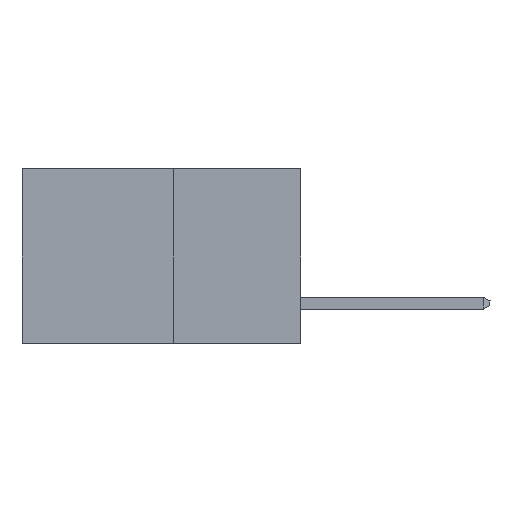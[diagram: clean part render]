
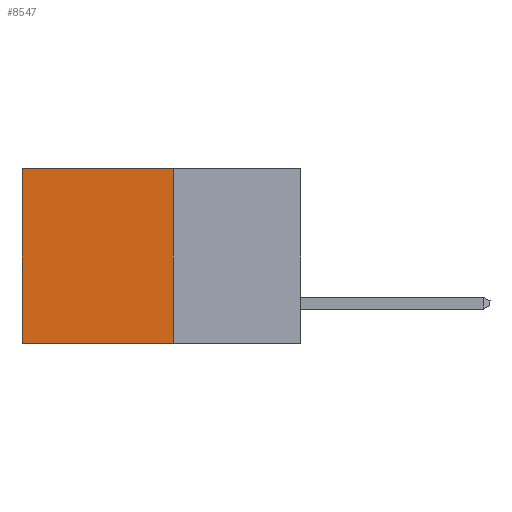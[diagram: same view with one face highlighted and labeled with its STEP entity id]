
A CAD part, left-side view. The second image highlights one B-rep face of the part: STEP entity #8547.
In plain terms, the highlighted planar face has unit normal (-1, 0, 0).
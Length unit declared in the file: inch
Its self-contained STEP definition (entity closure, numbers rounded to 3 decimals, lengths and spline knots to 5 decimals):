
#59 = VERTEX_POINT ( 'NONE', #1662 ) ;
#705 = VECTOR ( 'NONE', #8632, 39.37008 ) ;
#789 = VECTOR ( 'NONE', #8891, 39.37008 ) ;
#833 = DIRECTION ( 'NONE',  ( 0., 0., -1. ) ) ;
#1384 = CARTESIAN_POINT ( 'NONE',  ( 0.277, 0.27, 0. ) ) ;
#1662 = CARTESIAN_POINT ( 'NONE',  ( 0.277, 0.27, -0.37 ) ) ;
#2898 = VERTEX_POINT ( 'NONE', #3519 ) ;
#2983 = ORIENTED_EDGE ( 'NONE', *, *, #5137, .T. ) ;
#3028 = ORIENTED_EDGE ( 'NONE', *, *, #8141, .F. ) ;
#3107 = ORIENTED_EDGE ( 'NONE', *, *, #3603, .F. ) ;
#3190 = ORIENTED_EDGE ( 'NONE', *, *, #11358, .T. ) ;
#3505 = LINE ( 'NONE', #8723, #789 ) ;
#3519 = CARTESIAN_POINT ( 'NONE',  ( 0.277, 0.27, 0. ) ) ;
#3603 = EDGE_CURVE ( 'NONE', #2898, #59, #10662, .T. ) ;
#3752 = FACE_OUTER_BOUND ( 'NONE', #13391, .T. ) ;
#4524 = CARTESIAN_POINT ( 'NONE',  ( 0.277, 0.27, -0.37 ) ) ;
#5137 = EDGE_CURVE ( 'NONE', #13617, #14248, #3505, .T. ) ;
#5392 = PLANE ( 'NONE',  #12231 ) ;
#5697 = DIRECTION ( 'NONE',  ( 0., 0., -1. ) ) ;
#6699 = VECTOR ( 'NONE', #12511, 39.37008 ) ;
#7649 = DIRECTION ( 'NONE',  ( 1., 0., 0. ) ) ;
#8141 = EDGE_CURVE ( 'NONE', #59, #14248, #9693, .T. ) ;
#8547 = ADVANCED_FACE ( 'NONE', ( #3752 ), #5392, .F. ) ;
#8632 = DIRECTION ( 'NONE',  ( 0., 1., 0. ) ) ;
#8664 = CARTESIAN_POINT ( 'NONE',  ( 0.277, 0.27, -0.37 ) ) ;
#8723 = CARTESIAN_POINT ( 'NONE',  ( 0.277, 0.59, -0.37 ) ) ;
#8891 = DIRECTION ( 'NONE',  ( 0., 0., -1. ) ) ;
#9604 = LINE ( 'NONE', #1384, #6699 ) ;
#9693 = LINE ( 'NONE', #8664, #705 ) ;
#9938 = CARTESIAN_POINT ( 'NONE',  ( 0.277, 0.59, 0. ) ) ;
#10662 = LINE ( 'NONE', #4524, #13125 ) ;
#11358 = EDGE_CURVE ( 'NONE', #2898, #13617, #9604, .T. ) ;
#12181 = CARTESIAN_POINT ( 'NONE',  ( 0.277, 0.59, -0.37 ) ) ;
#12231 = AXIS2_PLACEMENT_3D ( 'NONE', #14085, #7649, #833 ) ;
#12511 = DIRECTION ( 'NONE',  ( 0., 1., 0. ) ) ;
#13125 = VECTOR ( 'NONE', #5697, 39.37008 ) ;
#13391 = EDGE_LOOP ( 'NONE', ( #2983, #3028, #3107, #3190 ) ) ;
#13617 = VERTEX_POINT ( 'NONE', #9938 ) ;
#14085 = CARTESIAN_POINT ( 'NONE',  ( 0.277, 0.27, -0.37 ) ) ;
#14248 = VERTEX_POINT ( 'NONE', #12181 ) ;
